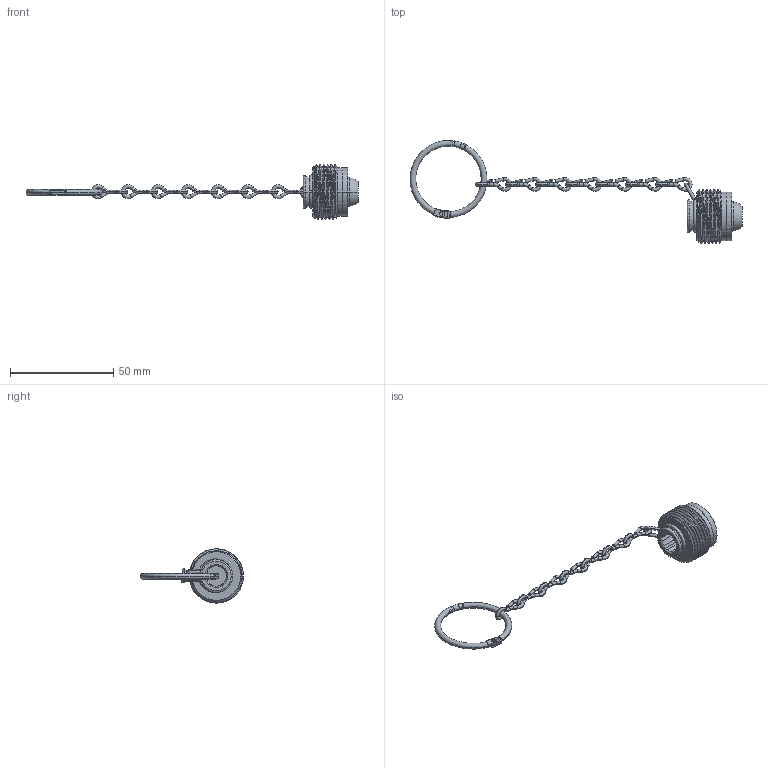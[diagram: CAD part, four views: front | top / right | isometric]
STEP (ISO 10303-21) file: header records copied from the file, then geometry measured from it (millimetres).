
FILE_DESCRIPTION (( 'STEP AP203' ), '1' );
FILE_NAME ('PLU-695BR-R.STEP', '2025-10-17T14:20:04', ( '' ), ( '' ), 'SwSTEP 2.0', 'SolidWorks 2018', '' );
FILE_SCHEMA (( 'CONFIG_CONTROL_DESIGN' ));
Length unit declared in the file: inch
Products named in the file (8): PRT-002245_RING-1.187D HALF; PRT-002255_SMALL PIN; ASY-000291; PRT-002239_BRASS; ASY-000418_Straight Chain; PRT-000200; PLU-695BR-R; PRT-004033
Assembly tree (14 placements, depth 3):
  PLU-695BR-R
    ASY-000418_Straight Chain
      PRT-002239_BRASS  x7
    PRT-004033
    ASY-000291
      PRT-002245_RING-1.187D HALF  x2
      PRT-002255_SMALL PIN
    PRT-000200
Bounding box: 161.11 x 49.98 x 26.34 mm (x, y, z)
Volume: 9812.6 mm3; surface area: 6421.7 mm2
Topology: 12 solids, 12 shells, 329 faces, 769 edges, 449 vertices
Faces by surface type: cylinder 118, torus 70, plane 61, bspline 49, sphere 18, cone 13
Entity records: 9778 total; most frequent: CARTESIAN_POINT 5262, ORIENTED_EDGE 748, DIRECTION 724, EDGE_CURVE 374, AXIS2_PLACEMENT_3D 308, VERTEX_POINT 228, EDGE_LOOP 168, FACE_OUTER_BOUND 161
